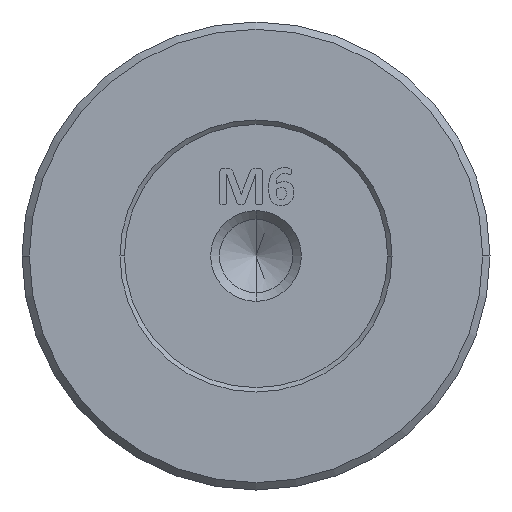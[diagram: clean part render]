
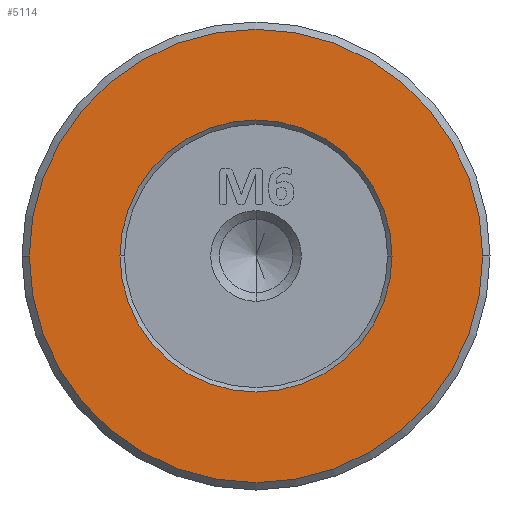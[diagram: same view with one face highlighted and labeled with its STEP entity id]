
A CAD part, left-side view. The second image highlights one B-rep face of the part: STEP entity #5114.
In plain terms, the highlighted planar face has unit normal (-1, 0, 0).
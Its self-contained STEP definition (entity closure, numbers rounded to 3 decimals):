
#1582 = FACE_BOUND ( 'NONE', #20804, .T. ) ;
#1624 = DIRECTION ( 'NONE',  ( -1., 0., 0. ) ) ;
#1737 = FACE_OUTER_BOUND ( 'NONE', #26949, .T. ) ;
#2068 = EDGE_CURVE ( 'NONE', #5914, #29596, #18169, .T. ) ;
#2556 = CARTESIAN_POINT ( 'NONE',  ( -213.322, 5.347, -1.811 ) ) ;
#2857 = DIRECTION ( 'NONE',  ( 1., 0., 0. ) ) ;
#4115 = DIRECTION ( 'NONE',  ( 0., -1., 0. ) ) ;
#4229 = DIRECTION ( 'NONE',  ( -1., 0., 0. ) ) ;
#4577 = CARTESIAN_POINT ( 'NONE',  ( -213.322, -10.153, -1.811 ) ) ;
#5114 = ADVANCED_FACE ( 'NONE', ( #1582, #1737 ), #20232, .T. ) ;
#5205 = ORIENTED_EDGE ( 'NONE', *, *, #2068, .T. ) ;
#5755 = AXIS2_PLACEMENT_3D ( 'NONE', #8422, #4229, #6552 ) ;
#5914 = VERTEX_POINT ( 'NONE', #23433 ) ;
#6552 = DIRECTION ( 'NONE',  ( 0., 1., 0. ) ) ;
#6764 = AXIS2_PLACEMENT_3D ( 'NONE', #24136, #2857, #12343 ) ;
#6852 = ORIENTED_EDGE ( 'NONE', *, *, #14538, .T. ) ;
#8422 = CARTESIAN_POINT ( 'NONE',  ( -213.322, 5.347, -1.811 ) ) ;
#10890 = CARTESIAN_POINT ( 'NONE',  ( -213.322, 20.847, -1.811 ) ) ;
#11275 = CIRCLE ( 'NONE', #12760, 15.5 ) ;
#12343 = DIRECTION ( 'NONE',  ( 0., -1., 0. ) ) ;
#12545 = DIRECTION ( 'NONE',  ( 0., -1., 0. ) ) ;
#12760 = AXIS2_PLACEMENT_3D ( 'NONE', #30035, #1624, #4115 ) ;
#14538 = EDGE_CURVE ( 'NONE', #29596, #5914, #25890, .T. ) ;
#14571 = CARTESIAN_POINT ( 'NONE',  ( -213.322, 5.347, -1.811 ) ) ;
#16863 = DIRECTION ( 'NONE',  ( 0., -1., 0. ) ) ;
#16962 = AXIS2_PLACEMENT_3D ( 'NONE', #2556, #21519, #16863 ) ;
#18169 = CIRCLE ( 'NONE', #6764, 9.3 ) ;
#18447 = VERTEX_POINT ( 'NONE', #4577 ) ;
#19664 = ORIENTED_EDGE ( 'NONE', *, *, #30300, .T. ) ;
#19683 = DIRECTION ( 'NONE',  ( -1., 0., 0. ) ) ;
#20232 = PLANE ( 'NONE',  #5755 ) ;
#20804 = EDGE_LOOP ( 'NONE', ( #5205, #6852 ) ) ;
#21519 = DIRECTION ( 'NONE',  ( 1., 0., 0. ) ) ;
#22749 = ORIENTED_EDGE ( 'NONE', *, *, #23786, .T. ) ;
#22785 = AXIS2_PLACEMENT_3D ( 'NONE', #14571, #19683, #12545 ) ;
#23224 = CARTESIAN_POINT ( 'NONE',  ( -213.322, 14.647, -1.811 ) ) ;
#23433 = CARTESIAN_POINT ( 'NONE',  ( -213.322, -3.953, -1.811 ) ) ;
#23786 = EDGE_CURVE ( 'NONE', #25159, #18447, #11275, .T. ) ;
#24136 = CARTESIAN_POINT ( 'NONE',  ( -213.322, 5.347, -1.811 ) ) ;
#25159 = VERTEX_POINT ( 'NONE', #10890 ) ;
#25890 = CIRCLE ( 'NONE', #16962, 9.3 ) ;
#26949 = EDGE_LOOP ( 'NONE', ( #22749, #19664 ) ) ;
#27232 = CIRCLE ( 'NONE', #22785, 15.5 ) ;
#29596 = VERTEX_POINT ( 'NONE', #23224 ) ;
#30035 = CARTESIAN_POINT ( 'NONE',  ( -213.322, 5.347, -1.811 ) ) ;
#30300 = EDGE_CURVE ( 'NONE', #18447, #25159, #27232, .T. ) ;
